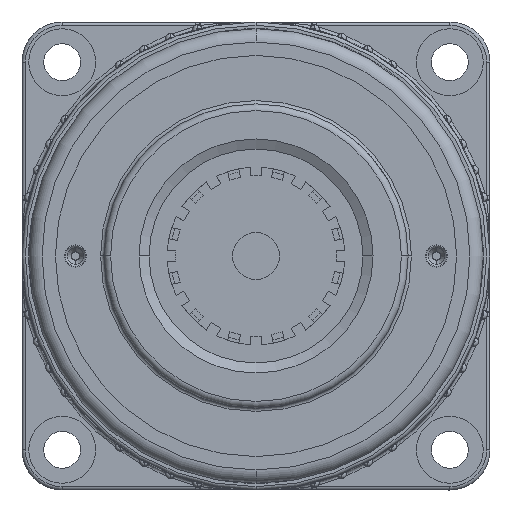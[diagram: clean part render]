
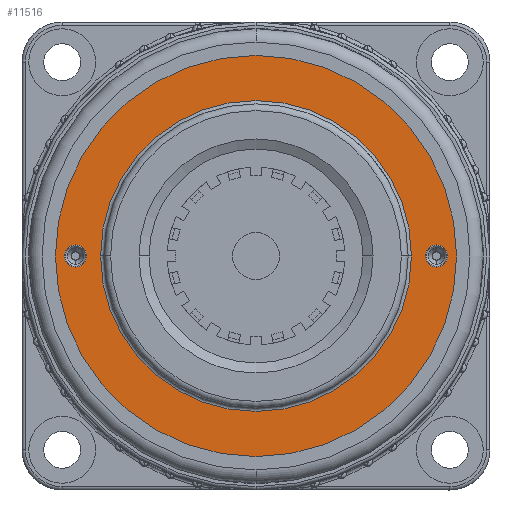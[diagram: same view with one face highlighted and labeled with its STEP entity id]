
A CAD part, left-side view. The second image highlights one B-rep face of the part: STEP entity #11516.
In plain terms, the highlighted face is planar.
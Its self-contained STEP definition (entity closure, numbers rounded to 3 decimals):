
#1059 = DIRECTION ( 'NONE',  ( 0., 1., 0. ) ) ;
#1231 = FACE_BOUND ( 'NONE', #9863, .T. ) ;
#1462 = CARTESIAN_POINT ( 'NONE',  ( 0., 0.8, 0. ) ) ;
#1641 = VERTEX_POINT ( 'NONE', #19557 ) ;
#1734 = DIRECTION ( 'NONE',  ( 0., 1., 0. ) ) ;
#2239 = DIRECTION ( 'NONE',  ( 0., -1., 0. ) ) ;
#2447 = CARTESIAN_POINT ( 'NONE',  ( 0., 0.8, -30. ) ) ;
#2770 = EDGE_CURVE ( 'NONE', #10797, #1641, #14985, .T. ) ;
#2983 = EDGE_CURVE ( 'NONE', #7606, #12272, #7991, .T. ) ;
#3294 = AXIS2_PLACEMENT_3D ( 'NONE', #8098, #20526, #9897 ) ;
#4268 = ORIENTED_EDGE ( 'NONE', *, *, #2983, .T. ) ;
#4464 = CARTESIAN_POINT ( 'NONE',  ( 0., 0.8, -25.35 ) ) ;
#4513 = CARTESIAN_POINT ( 'NONE',  ( 0., 0.8, 27. ) ) ;
#4980 = PLANE ( 'NONE',  #14713 ) ;
#5045 = DIRECTION ( 'NONE',  ( 0., 0., 1. ) ) ;
#5986 = FACE_BOUND ( 'NONE', #9619, .T. ) ;
#6230 = ORIENTED_EDGE ( 'NONE', *, *, #19370, .T. ) ;
#6373 = DIRECTION ( 'NONE',  ( 0., 0., 1. ) ) ;
#6872 = CIRCLE ( 'NONE', #15308, 1.65 ) ;
#7163 = CARTESIAN_POINT ( 'NONE',  ( 0., 0.8, -28.65 ) ) ;
#7606 = VERTEX_POINT ( 'NONE', #14310 ) ;
#7991 = CIRCLE ( 'NONE', #10874, 23.25 ) ;
#8098 = CARTESIAN_POINT ( 'NONE',  ( 0., 0.8, -27. ) ) ;
#8816 = ORIENTED_EDGE ( 'NONE', *, *, #9044, .F. ) ;
#9044 = EDGE_CURVE ( 'NONE', #1641, #10797, #18886, .T. ) ;
#9297 = ORIENTED_EDGE ( 'NONE', *, *, #10555, .F. ) ;
#9619 = EDGE_LOOP ( 'NONE', ( #8816, #12976 ) ) ;
#9824 = VERTEX_POINT ( 'NONE', #4464 ) ;
#9863 = EDGE_LOOP ( 'NONE', ( #9297, #12301 ) ) ;
#9897 = DIRECTION ( 'NONE',  ( 0., 0., 1. ) ) ;
#10090 = CARTESIAN_POINT ( 'NONE',  ( 0., 0.8, 30. ) ) ;
#10120 = AXIS2_PLACEMENT_3D ( 'NONE', #14258, #18878, #10933 ) ;
#10218 = DIRECTION ( 'NONE',  ( 0., 0., 1. ) ) ;
#10246 = DIRECTION ( 'NONE',  ( 0., -1., 0. ) ) ;
#10307 = CARTESIAN_POINT ( 'NONE',  ( 0., 0.8, 0. ) ) ;
#10333 = CARTESIAN_POINT ( 'NONE',  ( 0., 0.8, 0. ) ) ;
#10555 = EDGE_CURVE ( 'NONE', #9824, #21502, #6872, .T. ) ;
#10759 = FACE_OUTER_BOUND ( 'NONE', #12664, .T. ) ;
#10797 = VERTEX_POINT ( 'NONE', #12601 ) ;
#10874 = AXIS2_PLACEMENT_3D ( 'NONE', #10307, #10246, #10218 ) ;
#10933 = DIRECTION ( 'NONE',  ( 0., 0., 1. ) ) ;
#11516 = ADVANCED_FACE ( 'NONE', ( #14954, #5986, #1231, #10759 ), #4980, .T. ) ;
#11763 = CARTESIAN_POINT ( 'NONE',  ( 0., 0.8, -27. ) ) ;
#11841 = VERTEX_POINT ( 'NONE', #2447 ) ;
#12094 = DIRECTION ( 'NONE',  ( 0., 0., 1. ) ) ;
#12272 = VERTEX_POINT ( 'NONE', #12470 ) ;
#12301 = ORIENTED_EDGE ( 'NONE', *, *, #12495, .F. ) ;
#12470 = CARTESIAN_POINT ( 'NONE',  ( 0., 0.8, -23.25 ) ) ;
#12475 = CARTESIAN_POINT ( 'NONE',  ( 0., 0.8, 0. ) ) ;
#12495 = EDGE_CURVE ( 'NONE', #21502, #9824, #16952, .T. ) ;
#12601 = CARTESIAN_POINT ( 'NONE',  ( 0., 0.8, 25.35 ) ) ;
#12611 = CIRCLE ( 'NONE', #12741, 23.25 ) ;
#12664 = EDGE_LOOP ( 'NONE', ( #13690, #6230 ) ) ;
#12741 = AXIS2_PLACEMENT_3D ( 'NONE', #12979, #2239, #14804 ) ;
#12976 = ORIENTED_EDGE ( 'NONE', *, *, #2770, .F. ) ;
#12979 = CARTESIAN_POINT ( 'NONE',  ( 0., 0.8, 0. ) ) ;
#13092 = CIRCLE ( 'NONE', #14511, 30. ) ;
#13581 = DIRECTION ( 'NONE',  ( 0., 0., 1. ) ) ;
#13690 = ORIENTED_EDGE ( 'NONE', *, *, #23086, .T. ) ;
#14160 = VERTEX_POINT ( 'NONE', #10090 ) ;
#14258 = CARTESIAN_POINT ( 'NONE',  ( 0., 0.8, 27. ) ) ;
#14278 = DIRECTION ( 'NONE',  ( 0., 0., 1. ) ) ;
#14310 = CARTESIAN_POINT ( 'NONE',  ( 0., 0.8, 23.25 ) ) ;
#14511 = AXIS2_PLACEMENT_3D ( 'NONE', #12475, #1734, #14278 ) ;
#14713 = AXIS2_PLACEMENT_3D ( 'NONE', #1462, #15799, #5045 ) ;
#14804 = DIRECTION ( 'NONE',  ( 0., 0., 1. ) ) ;
#14954 = FACE_BOUND ( 'NONE', #16485, .T. ) ;
#14985 = CIRCLE ( 'NONE', #10120, 1.65 ) ;
#15308 = AXIS2_PLACEMENT_3D ( 'NONE', #11763, #1059, #13581 ) ;
#15786 = AXIS2_PLACEMENT_3D ( 'NONE', #10333, #22766, #12094 ) ;
#15799 = DIRECTION ( 'NONE',  ( 0., 1., 0. ) ) ;
#16485 = EDGE_LOOP ( 'NONE', ( #4268, #18680 ) ) ;
#16952 = CIRCLE ( 'NONE', #3294, 1.65 ) ;
#17058 = DIRECTION ( 'NONE',  ( 0., 1., 0. ) ) ;
#18680 = ORIENTED_EDGE ( 'NONE', *, *, #21987, .T. ) ;
#18878 = DIRECTION ( 'NONE',  ( 0., 1., 0. ) ) ;
#18886 = CIRCLE ( 'NONE', #20302, 1.65 ) ;
#19370 = EDGE_CURVE ( 'NONE', #14160, #11841, #13092, .T. ) ;
#19557 = CARTESIAN_POINT ( 'NONE',  ( 0., 0.8, 28.65 ) ) ;
#20302 = AXIS2_PLACEMENT_3D ( 'NONE', #4513, #17058, #6373 ) ;
#20351 = CIRCLE ( 'NONE', #15786, 30. ) ;
#20526 = DIRECTION ( 'NONE',  ( 0., 1., 0. ) ) ;
#21502 = VERTEX_POINT ( 'NONE', #7163 ) ;
#21987 = EDGE_CURVE ( 'NONE', #12272, #7606, #12611, .T. ) ;
#22766 = DIRECTION ( 'NONE',  ( 0., 1., 0. ) ) ;
#23086 = EDGE_CURVE ( 'NONE', #11841, #14160, #20351, .T. ) ;
